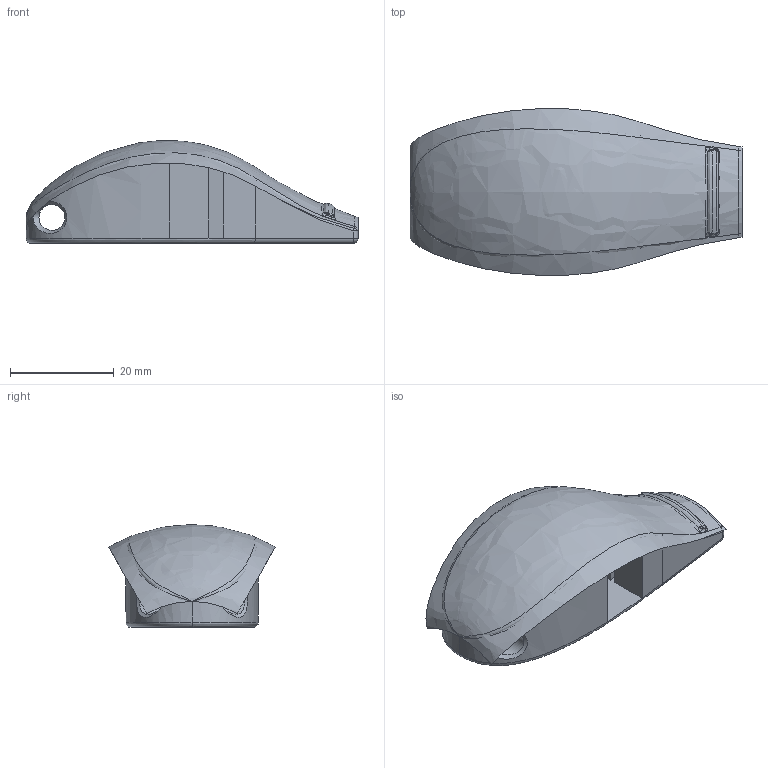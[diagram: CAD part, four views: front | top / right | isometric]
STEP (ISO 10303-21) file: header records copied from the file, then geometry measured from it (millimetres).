
FILE_DESCRIPTION( ( '' ), ' ' );
FILE_NAME( '5a7a0e4d302a490fc78916b0.step', '2018-02-06T20:21:35', ( '' ), ( '' ), ' ', ' ', ' ' );
FILE_SCHEMA( ( 'AUTOMOTIVE_DESIGN { 1 0 10303 214 1 1 1 1 }' ) );
Length unit declared in the file: metre
Products named in the file (2): The whistle; Top surface
Bounding box: 64 x 32.15 x 19.81 mm (x, y, z)
Volume: 14205 mm3; surface area: 10547.6 mm2
Topology: 1 solids, 2 shells, 714 faces, 1958 edges, 1283 vertices
Faces by surface type: bspline 421, plane 275, cylinder 12, sphere 4, extrusion 2
Full cylindrical faces by diameter (mm): 5 x1
Entity records: 37744 total; most frequent: CARTESIAN_POINT 17075, ORIENTED_EDGE 3880, EDGE_CURVE 1942, DIRECTION 1642, VERTEX_POINT 1281, VECTOR 962, LINE 960, B_SPLINE_CURVE_WITH_KNOTS 933
